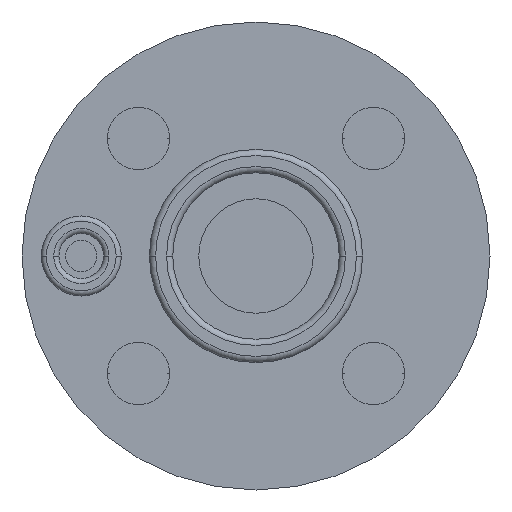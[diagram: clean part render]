
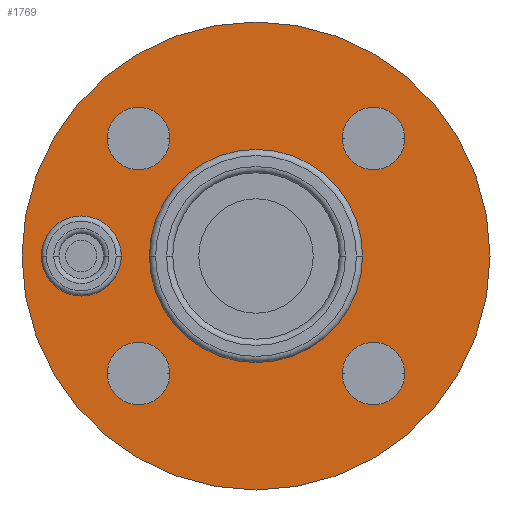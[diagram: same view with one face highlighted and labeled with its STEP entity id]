
A CAD part, front view. The second image highlights one B-rep face of the part: STEP entity #1769.
In plain terms, the highlighted planar face has unit normal (0, -1, 0).
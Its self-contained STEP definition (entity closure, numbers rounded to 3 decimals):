
#164=CARTESIAN_POINT('',(11.3,0.,11.3));
#165=DIRECTION('',(0.,-1.,0.));
#166=DIRECTION('',(-1.,0.,0.));
#167=AXIS2_PLACEMENT_3D('',#164,#165,#166);
#172=CARTESIAN_POINT('',(11.3,0.,11.3));
#173=DIRECTION('',(0.,-1.,0.));
#174=DIRECTION('',(1.,0.,0.));
#175=AXIS2_PLACEMENT_3D('',#172,#173,#174);
#180=CARTESIAN_POINT('',(-11.3,0.,11.3));
#181=DIRECTION('',(0.,-1.,0.));
#182=DIRECTION('',(-1.,0.,0.));
#183=AXIS2_PLACEMENT_3D('',#180,#181,#182);
#188=CARTESIAN_POINT('',(-11.3,0.,11.3));
#189=DIRECTION('',(0.,-1.,0.));
#190=DIRECTION('',(1.,0.,0.));
#191=AXIS2_PLACEMENT_3D('',#188,#189,#190);
#196=CARTESIAN_POINT('',(11.3,0.,-11.3));
#197=DIRECTION('',(0.,-1.,0.));
#198=DIRECTION('',(-1.,0.,0.));
#199=AXIS2_PLACEMENT_3D('',#196,#197,#198);
#204=CARTESIAN_POINT('',(11.3,0.,-11.3));
#205=DIRECTION('',(0.,-1.,0.));
#206=DIRECTION('',(1.,0.,0.));
#207=AXIS2_PLACEMENT_3D('',#204,#205,#206);
#212=CARTESIAN_POINT('',(-11.3,0.,-11.3));
#213=DIRECTION('',(0.,-1.,0.));
#214=DIRECTION('',(-1.,0.,0.));
#215=AXIS2_PLACEMENT_3D('',#212,#213,#214);
#220=CARTESIAN_POINT('',(-11.3,0.,-11.3));
#221=DIRECTION('',(0.,-1.,0.));
#222=DIRECTION('',(1.,0.,0.));
#223=AXIS2_PLACEMENT_3D('',#220,#221,#222);
#244=CARTESIAN_POINT('',(-16.8,0.,0.));
#245=DIRECTION('',(0.,1.,0.));
#246=DIRECTION('',(1.,0.,0.));
#247=AXIS2_PLACEMENT_3D('',#244,#245,#246);
#252=CARTESIAN_POINT('',(-16.8,0.,0.));
#253=DIRECTION('',(0.,1.,0.));
#254=DIRECTION('',(-1.,0.,0.));
#255=AXIS2_PLACEMENT_3D('',#252,#253,#254);
#260=CARTESIAN_POINT('',(0.,0.,0.));
#261=DIRECTION('',(0.,1.,0.));
#262=DIRECTION('',(-1.,0.,0.));
#263=AXIS2_PLACEMENT_3D('',#260,#261,#262);
#268=CARTESIAN_POINT('',(0.,0.,0.));
#269=DIRECTION('',(0.,1.,0.));
#270=DIRECTION('',(1.,0.,0.));
#271=AXIS2_PLACEMENT_3D('',#268,#269,#270);
#276=CARTESIAN_POINT('',(0.,0.,0.));
#277=DIRECTION('',(0.,1.,0.));
#278=DIRECTION('',(1.,0.,0.));
#279=AXIS2_PLACEMENT_3D('',#276,#277,#278);
#291=CARTESIAN_POINT('',(0.,0.,0.));
#292=DIRECTION('',(0.,-1.,0.));
#293=DIRECTION('',(1.,0.,0.));
#294=AXIS2_PLACEMENT_3D('',#291,#292,#293);
#1506=CARTESIAN_POINT('',(22.5,0.,0.));
#1508=VERTEX_POINT('',#1506);
#1530=CARTESIAN_POINT('',(-22.5,0.,0.));
#1532=VERTEX_POINT('',#1530);
#1576=CARTESIAN_POINT('',(8.3,0.,11.3));
#1577=CARTESIAN_POINT('',(14.3,0.,11.3));
#1578=VERTEX_POINT('',#1576);
#1579=VERTEX_POINT('',#1577);
#1590=CARTESIAN_POINT('',(-14.3,0.,11.3));
#1591=VERTEX_POINT('',#1590);
#1592=CARTESIAN_POINT('',(-8.3,0.,11.3));
#1593=VERTEX_POINT('',#1592);
#1604=CARTESIAN_POINT('',(8.3,0.,-11.3));
#1605=VERTEX_POINT('',#1604);
#1606=CARTESIAN_POINT('',(14.3,0.,-11.3));
#1607=VERTEX_POINT('',#1606);
#1618=CARTESIAN_POINT('',(-14.3,0.,-11.3));
#1619=VERTEX_POINT('',#1618);
#1620=CARTESIAN_POINT('',(-8.3,0.,-11.3));
#1621=VERTEX_POINT('',#1620);
#1634=CARTESIAN_POINT('',(-13.45,0.,0.));
#1635=CARTESIAN_POINT('',(-20.15,0.,0.));
#1636=VERTEX_POINT('',#1634);
#1637=VERTEX_POINT('',#1635);
#1658=CARTESIAN_POINT('',(-9.65,0.,0.));
#1659=CARTESIAN_POINT('',(9.65,0.,0.));
#1660=VERTEX_POINT('',#1658);
#1661=VERTEX_POINT('',#1659);
#1724=CARTESIAN_POINT('',(0.,0.,0.));
#1725=DIRECTION('',(0.,1.,0.));
#1726=DIRECTION('',(1.,0.,0.));
#1727=AXIS2_PLACEMENT_3D('',#1724,#1725,#1726);
#1728=PLANE('',#1727);
#1730=ORIENTED_EDGE('',*,*,#1729,.T.);
#1732=ORIENTED_EDGE('',*,*,#1731,.F.);
#1733=EDGE_LOOP('',(#1730,#1732));
#1734=FACE_OUTER_BOUND('',#1733,.F.);
#1736=ORIENTED_EDGE('',*,*,#1735,.T.);
#1738=ORIENTED_EDGE('',*,*,#1737,.T.);
#1739=EDGE_LOOP('',(#1736,#1738));
#1740=FACE_BOUND('',#1739,.F.);
#1742=ORIENTED_EDGE('',*,*,#1741,.T.);
#1744=ORIENTED_EDGE('',*,*,#1743,.T.);
#1745=EDGE_LOOP('',(#1742,#1744));
#1746=FACE_BOUND('',#1745,.F.);
#1747=ORIENTED_EDGE('',*,*,#1705,.T.);
#1748=ORIENTED_EDGE('',*,*,#1716,.T.);
#1749=EDGE_LOOP('',(#1747,#1748));
#1750=FACE_BOUND('',#1749,.F.);
#1752=ORIENTED_EDGE('',*,*,#1751,.T.);
#1754=ORIENTED_EDGE('',*,*,#1753,.T.);
#1755=EDGE_LOOP('',(#1752,#1754));
#1756=FACE_BOUND('',#1755,.F.);
#1758=ORIENTED_EDGE('',*,*,#1757,.F.);
#1760=ORIENTED_EDGE('',*,*,#1759,.F.);
#1761=EDGE_LOOP('',(#1758,#1760));
#1762=FACE_BOUND('',#1761,.F.);
#1764=ORIENTED_EDGE('',*,*,#1763,.F.);
#1766=ORIENTED_EDGE('',*,*,#1765,.F.);
#1767=EDGE_LOOP('',(#1764,#1766));
#1768=FACE_BOUND('',#1767,.F.);
#168=CIRCLE('',#167,3.);
#176=CIRCLE('',#175,3.);
#184=CIRCLE('',#183,3.);
#192=CIRCLE('',#191,3.);
#200=CIRCLE('',#199,3.);
#208=CIRCLE('',#207,3.);
#216=CIRCLE('',#215,3.);
#224=CIRCLE('',#223,3.);
#248=CIRCLE('',#247,3.35);
#256=CIRCLE('',#255,3.35);
#264=CIRCLE('',#263,9.65);
#272=CIRCLE('',#271,9.65);
#280=CIRCLE('',#279,22.5);
#295=CIRCLE('',#294,22.5);
#1705=EDGE_CURVE('',#1605,#1607,#200,.T.);
#1716=EDGE_CURVE('',#1607,#1605,#208,.T.);
#1729=EDGE_CURVE('',#1508,#1532,#280,.T.);
#1731=EDGE_CURVE('',#1508,#1532,#295,.T.);
#1735=EDGE_CURVE('',#1578,#1579,#168,.T.);
#1737=EDGE_CURVE('',#1579,#1578,#176,.T.);
#1741=EDGE_CURVE('',#1591,#1593,#184,.T.);
#1743=EDGE_CURVE('',#1593,#1591,#192,.T.);
#1751=EDGE_CURVE('',#1619,#1621,#216,.T.);
#1753=EDGE_CURVE('',#1621,#1619,#224,.T.);
#1757=EDGE_CURVE('',#1636,#1637,#248,.T.);
#1759=EDGE_CURVE('',#1637,#1636,#256,.T.);
#1763=EDGE_CURVE('',#1660,#1661,#264,.T.);
#1765=EDGE_CURVE('',#1661,#1660,#272,.T.);
#1769=ADVANCED_FACE('',(#1734,#1740,#1746,#1750,#1756,#1762,#1768),#1728,.F.);
